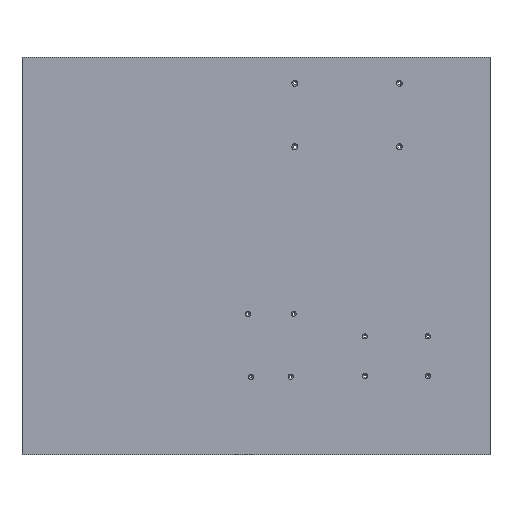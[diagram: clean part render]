
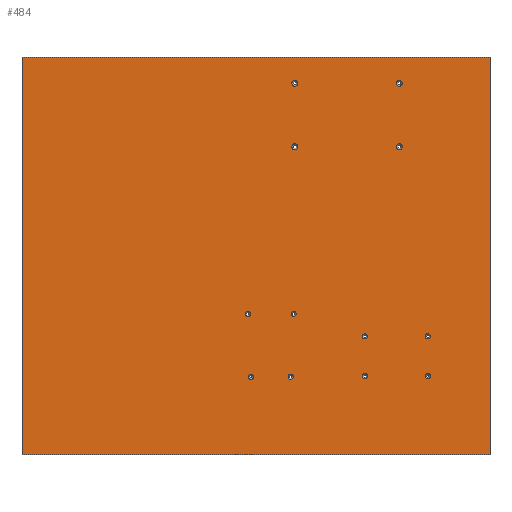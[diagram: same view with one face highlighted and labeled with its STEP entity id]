
A CAD part, front view. The second image highlights one B-rep face of the part: STEP entity #484.
In plain terms, the highlighted planar face has unit normal (0, -1, 0).
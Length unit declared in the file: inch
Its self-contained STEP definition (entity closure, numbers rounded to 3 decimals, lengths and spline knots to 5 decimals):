
#20=LINE('',#807,#33);
#24=LINE('',#815,#37);
#27=LINE('',#821,#40);
#30=LINE('',#826,#43);
#33=VECTOR('',#684,0.3937);
#37=VECTOR('',#690,0.3937);
#40=VECTOR('',#695,0.3937);
#43=VECTOR('',#700,0.3937);
#50=PLANE('',#558);
#88=FACE_BOUND('',#195,.T.);
#89=FACE_BOUND('',#196,.T.);
#90=FACE_BOUND('',#197,.T.);
#91=FACE_BOUND('',#198,.T.);
#92=FACE_BOUND('',#199,.T.);
#93=FACE_BOUND('',#200,.T.);
#94=FACE_BOUND('',#201,.T.);
#95=FACE_BOUND('',#202,.T.);
#96=FACE_BOUND('',#203,.T.);
#97=FACE_BOUND('',#204,.T.);
#98=FACE_BOUND('',#205,.T.);
#99=FACE_BOUND('',#206,.T.);
#140=FACE_OUTER_BOUND('',#194,.T.);
#194=EDGE_LOOP('',(#412,#413,#414,#415));
#195=EDGE_LOOP('',(#416));
#196=EDGE_LOOP('',(#417));
#197=EDGE_LOOP('',(#418));
#198=EDGE_LOOP('',(#419));
#199=EDGE_LOOP('',(#420));
#200=EDGE_LOOP('',(#421));
#201=EDGE_LOOP('',(#422));
#202=EDGE_LOOP('',(#423));
#203=EDGE_LOOP('',(#424));
#204=EDGE_LOOP('',(#425));
#205=EDGE_LOOP('',(#426));
#206=EDGE_LOOP('',(#427));
#220=CIRCLE('',#495,0.10827);
#223=CIRCLE('',#500,0.10827);
#226=CIRCLE('',#505,0.10827);
#229=CIRCLE('',#510,0.10827);
#232=CIRCLE('',#515,0.10827);
#235=CIRCLE('',#520,0.10827);
#238=CIRCLE('',#525,0.10827);
#241=CIRCLE('',#530,0.10827);
#244=CIRCLE('',#535,0.124);
#247=CIRCLE('',#540,0.124);
#250=CIRCLE('',#545,0.124);
#253=CIRCLE('',#550,0.124);
#256=VERTEX_POINT('',#709);
#259=VERTEX_POINT('',#717);
#262=VERTEX_POINT('',#725);
#265=VERTEX_POINT('',#733);
#268=VERTEX_POINT('',#741);
#271=VERTEX_POINT('',#749);
#274=VERTEX_POINT('',#757);
#277=VERTEX_POINT('',#765);
#280=VERTEX_POINT('',#773);
#283=VERTEX_POINT('',#781);
#286=VERTEX_POINT('',#789);
#289=VERTEX_POINT('',#797);
#292=VERTEX_POINT('',#805);
#293=VERTEX_POINT('',#806);
#296=VERTEX_POINT('',#814);
#298=VERTEX_POINT('',#820);
#300=EDGE_CURVE('',#256,#256,#220,.T.);
#303=EDGE_CURVE('',#259,#259,#223,.T.);
#306=EDGE_CURVE('',#262,#262,#226,.T.);
#309=EDGE_CURVE('',#265,#265,#229,.T.);
#312=EDGE_CURVE('',#268,#268,#232,.T.);
#315=EDGE_CURVE('',#271,#271,#235,.T.);
#318=EDGE_CURVE('',#274,#274,#238,.T.);
#321=EDGE_CURVE('',#277,#277,#241,.T.);
#324=EDGE_CURVE('',#280,#280,#244,.T.);
#327=EDGE_CURVE('',#283,#283,#247,.T.);
#330=EDGE_CURVE('',#286,#286,#250,.T.);
#333=EDGE_CURVE('',#289,#289,#253,.T.);
#336=EDGE_CURVE('',#292,#293,#20,.T.);
#340=EDGE_CURVE('',#293,#296,#24,.T.);
#343=EDGE_CURVE('',#296,#298,#27,.T.);
#346=EDGE_CURVE('',#298,#292,#30,.T.);
#412=ORIENTED_EDGE('',*,*,#346,.T.);
#413=ORIENTED_EDGE('',*,*,#336,.T.);
#414=ORIENTED_EDGE('',*,*,#340,.T.);
#415=ORIENTED_EDGE('',*,*,#343,.T.);
#416=ORIENTED_EDGE('',*,*,#300,.T.);
#417=ORIENTED_EDGE('',*,*,#303,.T.);
#418=ORIENTED_EDGE('',*,*,#306,.T.);
#419=ORIENTED_EDGE('',*,*,#309,.T.);
#420=ORIENTED_EDGE('',*,*,#312,.T.);
#421=ORIENTED_EDGE('',*,*,#315,.T.);
#422=ORIENTED_EDGE('',*,*,#318,.T.);
#423=ORIENTED_EDGE('',*,*,#321,.T.);
#424=ORIENTED_EDGE('',*,*,#324,.T.);
#425=ORIENTED_EDGE('',*,*,#327,.T.);
#426=ORIENTED_EDGE('',*,*,#330,.T.);
#427=ORIENTED_EDGE('',*,*,#333,.T.);
#484=ADVANCED_FACE('',(#140,#88,#89,#90,#91,#92,#93,#94,#95,#96,#97,#98,
#99),#50,.F.);
#495=AXIS2_PLACEMENT_3D('',#710,#564,#565);
#500=AXIS2_PLACEMENT_3D('',#718,#574,#575);
#505=AXIS2_PLACEMENT_3D('',#726,#584,#585);
#510=AXIS2_PLACEMENT_3D('',#734,#594,#595);
#515=AXIS2_PLACEMENT_3D('',#742,#604,#605);
#520=AXIS2_PLACEMENT_3D('',#750,#614,#615);
#525=AXIS2_PLACEMENT_3D('',#758,#624,#625);
#530=AXIS2_PLACEMENT_3D('',#766,#634,#635);
#535=AXIS2_PLACEMENT_3D('',#774,#644,#645);
#540=AXIS2_PLACEMENT_3D('',#782,#654,#655);
#545=AXIS2_PLACEMENT_3D('',#790,#664,#665);
#550=AXIS2_PLACEMENT_3D('',#798,#674,#675);
#558=AXIS2_PLACEMENT_3D('',#828,#702,#703);
#564=DIRECTION('center_axis',(0.,1.,0.));
#565=DIRECTION('ref_axis',(1.,0.,0.));
#574=DIRECTION('center_axis',(0.,1.,0.));
#575=DIRECTION('ref_axis',(1.,0.,0.));
#584=DIRECTION('center_axis',(0.,1.,0.));
#585=DIRECTION('ref_axis',(1.,0.,0.));
#594=DIRECTION('center_axis',(0.,1.,0.));
#595=DIRECTION('ref_axis',(1.,0.,0.));
#604=DIRECTION('center_axis',(0.,1.,0.));
#605=DIRECTION('ref_axis',(1.,0.,0.));
#614=DIRECTION('center_axis',(0.,1.,0.));
#615=DIRECTION('ref_axis',(1.,0.,0.));
#624=DIRECTION('center_axis',(0.,1.,0.));
#625=DIRECTION('ref_axis',(1.,0.,0.));
#634=DIRECTION('center_axis',(0.,1.,0.));
#635=DIRECTION('ref_axis',(1.,0.,0.));
#644=DIRECTION('center_axis',(0.,1.,0.));
#645=DIRECTION('ref_axis',(1.,0.,0.));
#654=DIRECTION('center_axis',(0.,1.,0.));
#655=DIRECTION('ref_axis',(1.,0.,0.));
#664=DIRECTION('center_axis',(0.,1.,0.));
#665=DIRECTION('ref_axis',(1.,0.,0.));
#674=DIRECTION('center_axis',(0.,1.,0.));
#675=DIRECTION('ref_axis',(1.,0.,0.));
#684=DIRECTION('',(0.,0.,-1.));
#690=DIRECTION('',(1.,0.,0.));
#695=DIRECTION('',(0.,0.,1.));
#700=DIRECTION('',(-1.,0.,0.));
#702=DIRECTION('center_axis',(0.,1.,0.));
#703=DIRECTION('ref_axis',(0.,0.,1.));
#709=CARTESIAN_POINT('',(7.21827,0.,-3.325));
#710=CARTESIAN_POINT('Origin',(7.11,0.,-3.325));
#717=CARTESIAN_POINT('',(4.61827,0.,-4.975));
#718=CARTESIAN_POINT('Origin',(4.51,0.,-4.975));
#725=CARTESIAN_POINT('',(4.61827,0.,-3.325));
#726=CARTESIAN_POINT('Origin',(4.51,0.,-3.325));
#733=CARTESIAN_POINT('',(7.21827,0.,-4.975));
#734=CARTESIAN_POINT('Origin',(7.11,0.,-4.975));
#741=CARTESIAN_POINT('',(1.66827,0.,-2.4));
#742=CARTESIAN_POINT('Origin',(1.56,0.,-2.4));
#749=CARTESIAN_POINT('',(-0.10673,0.,-5.));
#750=CARTESIAN_POINT('Origin',(-0.215,0.,-5.));
#757=CARTESIAN_POINT('',(-0.23173,0.,-2.4));
#758=CARTESIAN_POINT('Origin',(-0.34,0.,-2.4));
#765=CARTESIAN_POINT('',(1.54327,0.,-5.));
#766=CARTESIAN_POINT('Origin',(1.435,0.,-5.));
#773=CARTESIAN_POINT('',(6.059,0.,7.145));
#774=CARTESIAN_POINT('Origin',(5.935,0.,7.145));
#781=CARTESIAN_POINT('',(1.733,0.,4.52));
#782=CARTESIAN_POINT('Origin',(1.609,0.,4.52));
#789=CARTESIAN_POINT('',(1.733,0.,7.145));
#790=CARTESIAN_POINT('Origin',(1.609,0.,7.145));
#797=CARTESIAN_POINT('',(6.059,0.,4.52));
#798=CARTESIAN_POINT('Origin',(5.935,0.,4.52));
#805=CARTESIAN_POINT('',(-9.685,0.,8.225));
#806=CARTESIAN_POINT('',(-9.685,0.,-8.225));
#807=CARTESIAN_POINT('',(-9.685,0.,8.225));
#814=CARTESIAN_POINT('',(9.685,0.,-8.225));
#815=CARTESIAN_POINT('',(-9.685,0.,-8.225));
#820=CARTESIAN_POINT('',(9.685,0.,8.225));
#821=CARTESIAN_POINT('',(9.685,0.,-8.225));
#826=CARTESIAN_POINT('',(9.685,0.,8.225));
#828=CARTESIAN_POINT('Origin',(0.,0.,0.));
